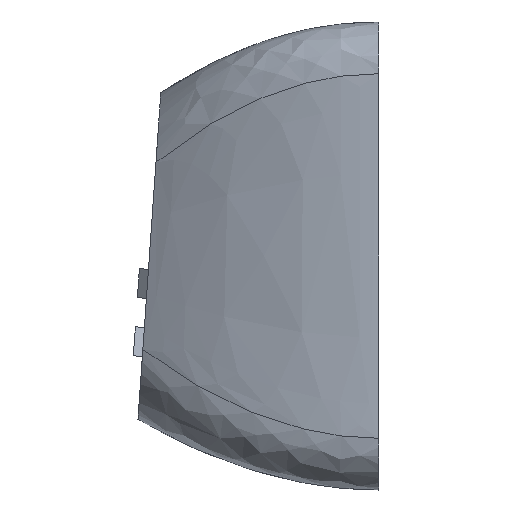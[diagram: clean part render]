
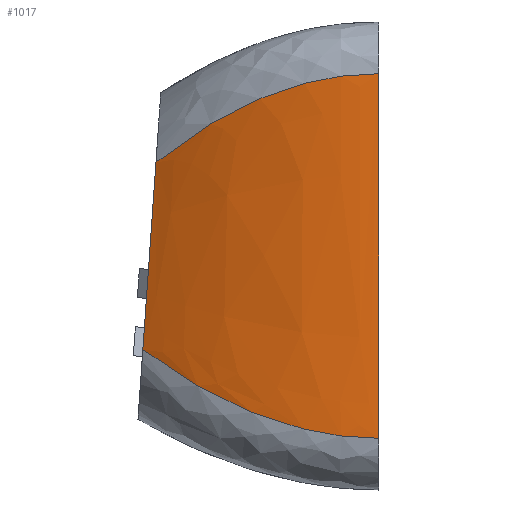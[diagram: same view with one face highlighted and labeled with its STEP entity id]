
A CAD part, left-side view. The second image highlights one B-rep face of the part: STEP entity #1017.
In plain terms, the highlighted free-form (B-spline) face has degree [3, 3] with [4, 4] control points.
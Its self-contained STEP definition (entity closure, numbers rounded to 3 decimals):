
#43=B_SPLINE_SURFACE_WITH_KNOTS('',3,3,((#2011,#2012,#2013,#2014),(#2015,
#2016,#2017,#2018),(#2019,#2020,#2021,#2022),(#2023,#2024,#2025,#2026)),
 .UNSPECIFIED.,.F.,.F.,.F.,(4,4),(4,4),(0.,1.),(0.,1.),.UNSPECIFIED.);
#83=B_SPLINE_CURVE_WITH_KNOTS('',3,(#2007,#2008,#2009,#2010),
 .UNSPECIFIED.,.F.,.F.,(4,4),(0.,1.),.UNSPECIFIED.);
#84=B_SPLINE_CURVE_WITH_KNOTS('',3,(#2027,#2028,#2029,#2030),
 .UNSPECIFIED.,.F.,.F.,(4,4),(0.,1.),.UNSPECIFIED.);
#110=FACE_OUTER_BOUND('',#172,.T.);
#172=EDGE_LOOP('',(#791,#792,#793,#794));
#233=LINE('',#1870,#336);
#238=LINE('',#1891,#341);
#336=VECTOR('',#1169,10.);
#341=VECTOR('',#1186,10.);
#449=VERTEX_POINT('',#1867);
#450=VERTEX_POINT('',#1869);
#459=VERTEX_POINT('',#1888);
#460=VERTEX_POINT('',#1890);
#563=EDGE_CURVE('',#450,#449,#233,.T.);
#573=EDGE_CURVE('',#459,#460,#238,.T.);
#581=EDGE_CURVE('',#459,#450,#83,.T.);
#582=EDGE_CURVE('',#460,#449,#84,.T.);
#791=ORIENTED_EDGE('',*,*,#573,.F.);
#792=ORIENTED_EDGE('',*,*,#581,.T.);
#793=ORIENTED_EDGE('',*,*,#563,.T.);
#794=ORIENTED_EDGE('',*,*,#582,.F.);
#1017=ADVANCED_FACE('',(#110),#43,.F.);
#1169=DIRECTION('',(0.,0.,1.));
#1186=DIRECTION('',(0.,-0.07,0.998));
#1867=CARTESIAN_POINT('',(0.,0.,16.1));
#1869=CARTESIAN_POINT('',(0.,0.,2.));
#1870=CARTESIAN_POINT('',(0.,0.,16.1));
#1888=CARTESIAN_POINT('',(2.7,9.12,5.431));
#1890=CARTESIAN_POINT('',(2.7,8.614,12.669));
#1891=CARTESIAN_POINT('',(2.7,8.614,12.669));
#2007=CARTESIAN_POINT('Ctrl Pts',(2.7,9.12,5.431));
#2008=CARTESIAN_POINT('Ctrl Pts',(0.9,6.08,3.144));
#2009=CARTESIAN_POINT('Ctrl Pts',(0.,2.956,
2.));
#2010=CARTESIAN_POINT('Ctrl Pts',(0.,0.,
2.));
#2011=CARTESIAN_POINT('Ctrl Pts',(2.7,9.12,5.431));
#2012=CARTESIAN_POINT('Ctrl Pts',(0.9,6.08,3.144));
#2013=CARTESIAN_POINT('Ctrl Pts',(0.,2.956,
2.));
#2014=CARTESIAN_POINT('Ctrl Pts',(0.,0.,
2.));
#2015=CARTESIAN_POINT('Ctrl Pts',(2.7,9.022,6.841));
#2016=CARTESIAN_POINT('Ctrl Pts',(0.939,6.014,4.776));
#2017=CARTESIAN_POINT('Ctrl Pts',(0.,2.956,
3.047));
#2018=CARTESIAN_POINT('Ctrl Pts',(0.,0.,
3.047));
#2019=CARTESIAN_POINT('Ctrl Pts',(2.7,8.713,11.259));
#2020=CARTESIAN_POINT('Ctrl Pts',(0.939,5.808,13.324));
#2021=CARTESIAN_POINT('Ctrl Pts',(0.,2.956,
15.053));
#2022=CARTESIAN_POINT('Ctrl Pts',(0.,0.,
15.053));
#2023=CARTESIAN_POINT('Ctrl Pts',(2.7,8.614,12.669));
#2024=CARTESIAN_POINT('Ctrl Pts',(0.9,5.743,14.956));
#2025=CARTESIAN_POINT('Ctrl Pts',(0.,2.956,
16.1));
#2026=CARTESIAN_POINT('Ctrl Pts',(0.,0.,16.1));
#2027=CARTESIAN_POINT('Ctrl Pts',(2.7,8.614,12.669));
#2028=CARTESIAN_POINT('Ctrl Pts',(0.9,5.743,14.956));
#2029=CARTESIAN_POINT('Ctrl Pts',(0.,2.956,
16.1));
#2030=CARTESIAN_POINT('Ctrl Pts',(0.,0.,16.1));
